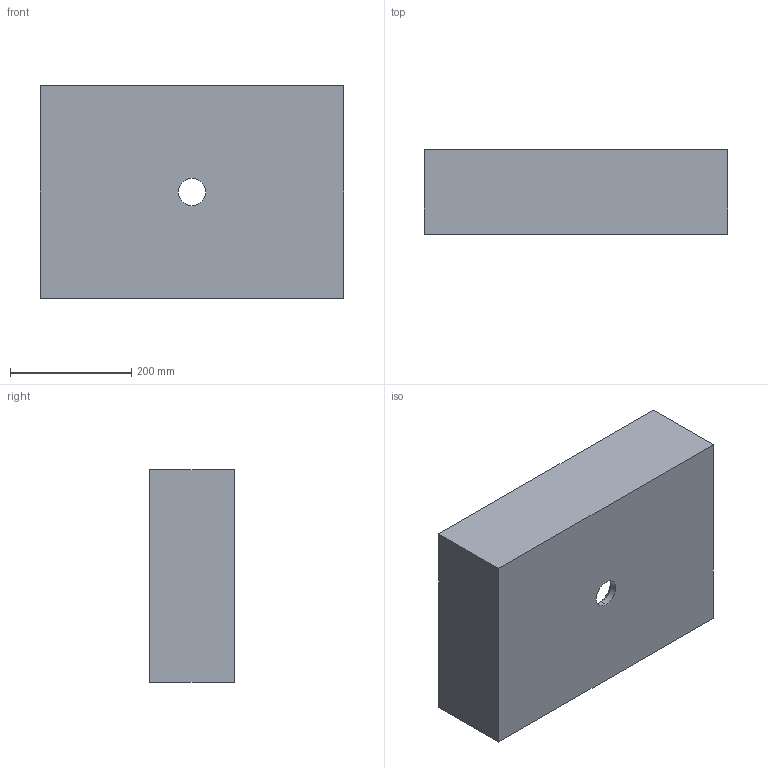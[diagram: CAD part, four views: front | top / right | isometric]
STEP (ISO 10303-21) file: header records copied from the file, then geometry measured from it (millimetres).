
FILE_DESCRIPTION (( 'STEP AP214' ), '1' );
FILE_NAME ('D80813.STEP', '2018-04-17T12:58:34', ( '' ), ( '' ), 'SwSTEP 2.0', 'SolidWorks 2017', '' );
FILE_SCHEMA (( 'AUTOMOTIVE_DESIGN' ));
Length unit declared in the file: millimetre
Products named in the file (2): D80813
Bounding box: 500 x 140 x 350 mm (x, y, z)
Surface area: 896445 mm2 (no closed solid volume)
Topology: 0 solids, 2 shells, 22 faces, 62 edges, 42 vertices
Faces by surface type: plane 10, bspline 8, cone 2, cylinder 2
Entity records: 1214 total; most frequent: CARTESIAN_POINT 650, ORIENTED_EDGE 116, DIRECTION 80, EDGE_CURVE 62, VERTEX_POINT 42, VECTOR 40, LINE 40, EDGE_LOOP 24
